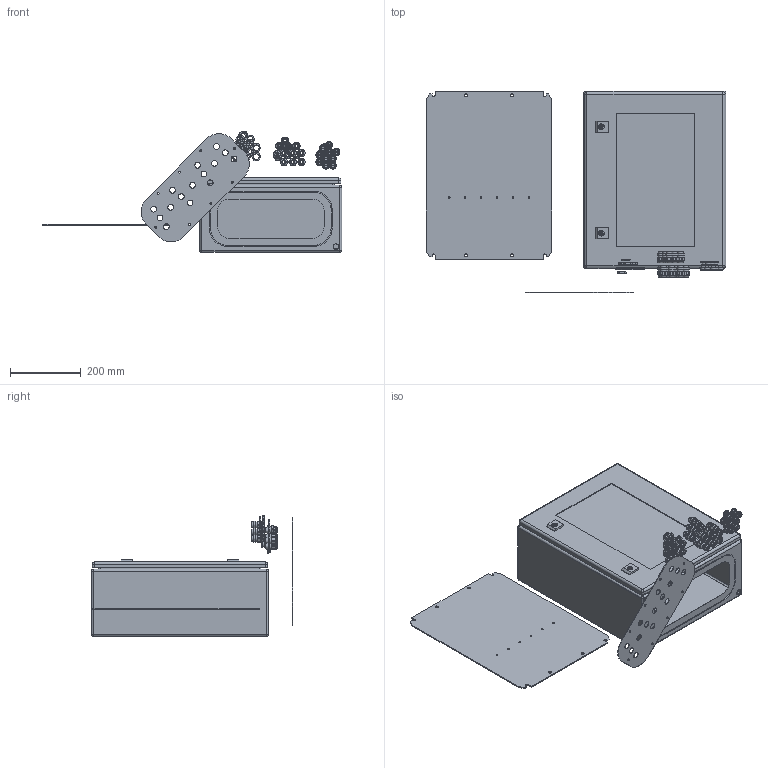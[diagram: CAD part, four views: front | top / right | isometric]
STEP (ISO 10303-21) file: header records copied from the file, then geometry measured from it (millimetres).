
FILE_DESCRIPTION(/* description */ (''),/* implementation_level */ '2;1');
FILE_NAME(/* name */ 'Schutzkasten_double_Stahl_Rev_A_111153.stp',/* time_stamp */ '2015-10-27T14:50:12+01:00',/* author */ ('002180'),/* organization */ (''),/* preprocessor_version */ 'ST-DEVELOPER v16.1',/* originating_system */ 'Autodesk Inventor 2016',/* authorisation */ '');
FILE_SCHEMA (('AUTOMOTIVE_DESIGN { 1 0 10303 214 3 1 1 }'));
Length unit declared in the file: millimetre
Products named in the file (8): Grundkörper Schaltschrank; anflp01a; anmtp01a; Deckel Schaltschrank; VERSCHRAUBUNG_M16; VERSCHRAUBUNG_MUTTER; PA-Verschlussschraube_M16x1,5; ansks02a
Assembly tree (51 placements, depth 2):
  ansks02a
    Grundkörper Schaltschrank
    anflp01a
    anmtp01a
    Deckel Schaltschrank
    VERSCHRAUBUNG_M16  x16
    VERSCHRAUBUNG_MUTTER  x16
    PA-Verschlussschraube_M16x1,5  x15
Bounding box: 844 x 568.5 x 340.95 mm (x, y, z)
Volume: 4292111.9 mm3; surface area: 2032639.6 mm2
Topology: 51 solids, 51 shells, 1264 faces, 3011 edges, 1985 vertices
Faces by surface type: plane 630, cylinder 505, cone 63, sphere 50, torus 16
Full cylindrical faces by diameter (mm): 3 x2, 4.917 x6, 5.5 x8, 8 x16, 8.5 x8, 10.4 x16, 10.6 x16, 11.5 x4, 12 x15, 15.8 x17, 15.85 x16, 16 x17, 16.2 x15, 16.3 x4, 17.5 x16, 19 x16, 19.3 x4, 20 x15
Entity records: 9843 total; most frequent: DIRECTION 1774, CARTESIAN_POINT 1653, ORIENTED_EDGE 1408, EDGE_CURVE 704, AXIS2_PLACEMENT_3D 695, EDGE_LOOP 514, VERTEX_POINT 494, LINE 384
